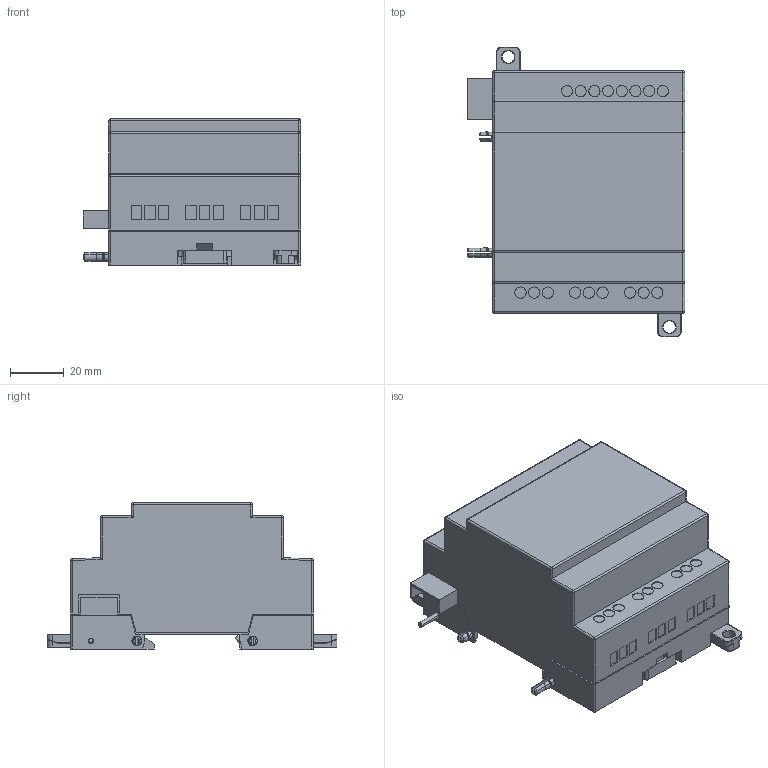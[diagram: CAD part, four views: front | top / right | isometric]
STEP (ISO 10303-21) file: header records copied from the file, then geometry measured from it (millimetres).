
FILE_DESCRIPTION(('STEP AP242'),'1');
FILE_NAME('sr3xt101b.stp','2020-09-02T06:49:22',('TraceParts'),('TraceParts S.A.'),'Spatial InterOp 3D',' ',' ');
FILE_SCHEMA(('AP242_MANAGED_MODEL_BASED_3D_ENGINEERING_MIM_LF {1 0 10303 442 1 1 4}'));
Length unit declared in the file: millimetre
Products named in the file (1): sr3xt101b_1
Bounding box: 80.7 x 107.6 x 54.21 mm (x, y, z)
Volume: 43705.3 mm3; surface area: 62926.4 mm2
Topology: 5 solids, 5 shells, 628 faces, 1611 edges, 1006 vertices
Faces by surface type: plane 380, cylinder 172, torus 26, cone 24, sphere 22, bspline 4
Entity records: 19548 total; most frequent: CARTESIAN_POINT 4365, ORIENTED_EDGE 3182, DIRECTION 3031, EDGE_CURVE 1591, LINE 1155, VECTOR 1155, VERTEX_POINT 1006, AXIS2_PLACEMENT_3D 938
